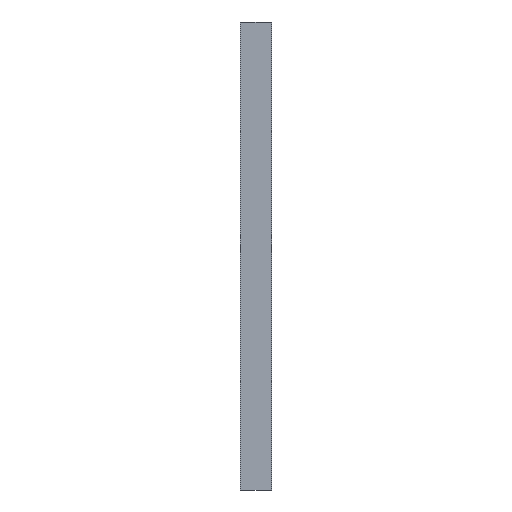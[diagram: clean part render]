
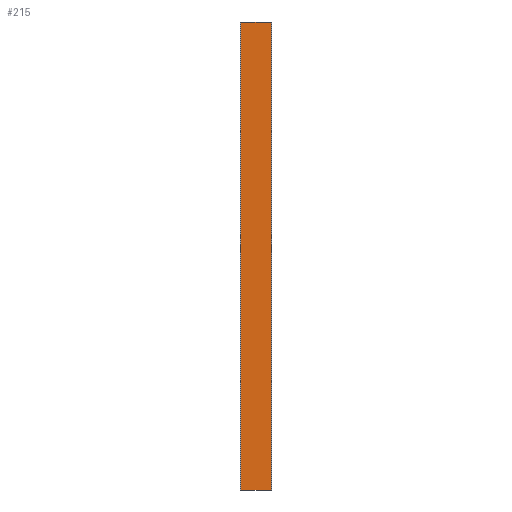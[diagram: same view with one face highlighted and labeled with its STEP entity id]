
A CAD part, front view. The second image highlights one B-rep face of the part: STEP entity #215.
In plain terms, the highlighted planar face has unit normal (0, -1, 0).
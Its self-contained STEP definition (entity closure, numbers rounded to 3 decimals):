
#25 = DIRECTION ( 'NONE',  ( 0., 0., -1. ) ) ;
#30 = CARTESIAN_POINT ( 'NONE',  ( -99.25, -0.75, 1500. ) ) ;
#35 = LINE ( 'NONE', #381, #173 ) ;
#68 = LINE ( 'NONE', #600, #860 ) ;
#75 = EDGE_CURVE ( 'NONE', #756, #253, #624, .T. ) ;
#97 = ORIENTED_EDGE ( 'NONE', *, *, #106, .F. ) ;
#106 = EDGE_CURVE ( 'NONE', #693, #243, #68, .T. ) ;
#107 = ORIENTED_EDGE ( 'NONE', *, *, #394, .F. ) ;
#173 = VECTOR ( 'NONE', #357, 1000. ) ;
#185 = DIRECTION ( 'NONE',  ( -1., 0., 0. ) ) ;
#215 = ADVANCED_FACE ( 'NONE', ( #295 ), #570, .T. ) ;
#243 = VERTEX_POINT ( 'NONE', #746 ) ;
#253 = VERTEX_POINT ( 'NONE', #686 ) ;
#263 = VECTOR ( 'NONE', #185, 1000. ) ;
#264 = ORIENTED_EDGE ( 'NONE', *, *, #75, .T. ) ;
#295 = FACE_OUTER_BOUND ( 'NONE', #705, .T. ) ;
#309 = CARTESIAN_POINT ( 'NONE',  ( 99.25, -0.75, 1500. ) ) ;
#357 = DIRECTION ( 'NONE',  ( 0., 0., -1. ) ) ;
#381 = CARTESIAN_POINT ( 'NONE',  ( 99.25, -0.75, 1500. ) ) ;
#394 = EDGE_CURVE ( 'NONE', #756, #693, #35, .T. ) ;
#438 = EDGE_CURVE ( 'NONE', #253, #243, #788, .T. ) ;
#441 = CARTESIAN_POINT ( 'NONE',  ( 99.25, -0.75, -1500. ) ) ;
#474 = VECTOR ( 'NONE', #25, 1000. ) ;
#476 = CARTESIAN_POINT ( 'NONE',  ( 100.75, -0.75, 1500. ) ) ;
#570 = PLANE ( 'NONE',  #680 ) ;
#600 = CARTESIAN_POINT ( 'NONE',  ( 100.75, -0.75, -1500. ) ) ;
#616 = DIRECTION ( 'NONE',  ( 0., -1., 0. ) ) ;
#624 = LINE ( 'NONE', #476, #263 ) ;
#632 = CARTESIAN_POINT ( 'NONE',  ( 100.75, -0.75, 1500. ) ) ;
#641 = DIRECTION ( 'NONE',  ( 0., 0., -1. ) ) ;
#680 = AXIS2_PLACEMENT_3D ( 'NONE', #632, #616, #641 ) ;
#686 = CARTESIAN_POINT ( 'NONE',  ( -99.25, -0.75, 1500. ) ) ;
#693 = VERTEX_POINT ( 'NONE', #441 ) ;
#705 = EDGE_LOOP ( 'NONE', ( #97, #107, #264, #750 ) ) ;
#746 = CARTESIAN_POINT ( 'NONE',  ( -99.25, -0.75, -1500. ) ) ;
#750 = ORIENTED_EDGE ( 'NONE', *, *, #438, .T. ) ;
#756 = VERTEX_POINT ( 'NONE', #309 ) ;
#788 = LINE ( 'NONE', #30, #474 ) ;
#860 = VECTOR ( 'NONE', #867, 1000. ) ;
#867 = DIRECTION ( 'NONE',  ( -1., 0., 0. ) ) ;
